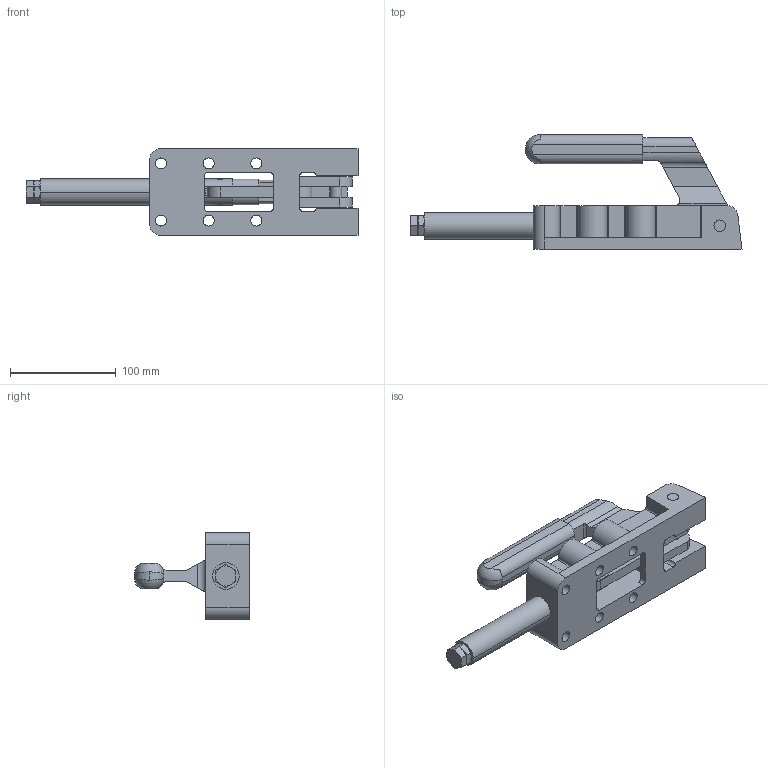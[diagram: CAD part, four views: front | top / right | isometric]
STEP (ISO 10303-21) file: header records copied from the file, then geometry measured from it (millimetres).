
FILE_DESCRIPTION( ( '' ), '1' );
FILE_NAME( 'K0087.25000_(GESCHLOSSEN).stp', '2012-10-30T09:58:26', ( '' ), ( '' ), ' ', ' ', ' ' );
FILE_SCHEMA( ( 'CONFIG_CONTROL_DESIGN' ) );
Length unit declared in the file: millimetre
Products named in the file (1): 1
Bounding box: 313.4 x 108 x 82.2 mm (x, y, z)
Volume: 594979 mm3; surface area: 112544.8 mm2
Topology: 1 solids, 2 shells, 200 faces, 519 edges, 330 vertices
Faces by surface type: plane 88, cylinder 84, cone 26, torus 2
Entity records: 6481 total; most frequent: CARTESIAN_POINT 1500, DIRECTION 1059, ORIENTED_EDGE 1038, EDGE_CURVE 519, AXIS2_PLACEMENT_3D 403, VERTEX_POINT 330, LINE 253, VECTOR 253
